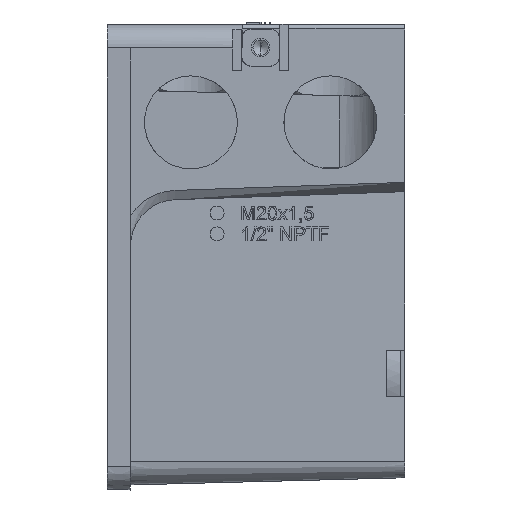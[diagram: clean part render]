
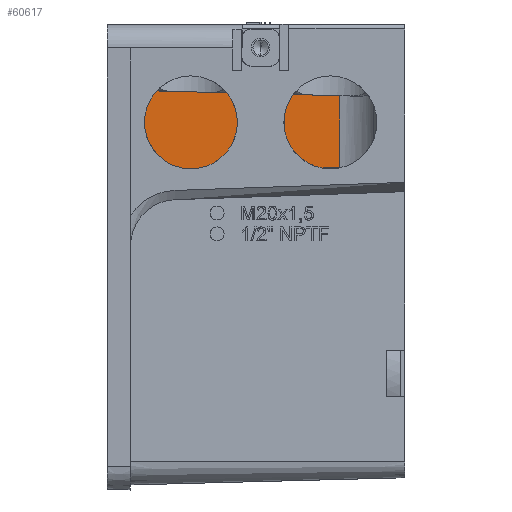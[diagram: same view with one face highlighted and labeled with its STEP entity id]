
A CAD part, left-side view. The second image highlights one B-rep face of the part: STEP entity #60617.
In plain terms, the highlighted planar face has unit normal (-1, 0.026, 0).
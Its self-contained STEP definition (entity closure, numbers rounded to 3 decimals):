
#454 = FACE_OUTER_BOUND ( 'NONE', #12794, .T. ) ;
#641 = DIRECTION ( 'NONE',  ( 0.026, 0.999, -0.026 ) ) ;
#4282 = VERTEX_POINT ( 'NONE', #5679 ) ;
#5679 = CARTESIAN_POINT ( 'NONE',  ( -31.27, -50., 22.27 ) ) ;
#6591 = AXIS2_PLACEMENT_3D ( 'NONE', #15290, #9809, #64155 ) ;
#7041 = EDGE_CURVE ( 'NONE', #43409, #27463, #23146, .T. ) ;
#8248 = ORIENTED_EDGE ( 'NONE', *, *, #57278, .F. ) ;
#8767 = DIRECTION ( 'NONE',  ( 0.026, 1., 0. ) ) ;
#9118 = EDGE_CURVE ( 'NONE', #4282, #20310, #11033, .T. ) ;
#9809 = DIRECTION ( 'NONE',  ( 1., -0.026, 0. ) ) ;
#10846 = DIRECTION ( 'NONE',  ( 0., 0., 1. ) ) ;
#11033 = LINE ( 'NONE', #66148, #39900 ) ;
#11794 = ORIENTED_EDGE ( 'NONE', *, *, #18968, .F. ) ;
#12794 = EDGE_LOOP ( 'NONE', ( #11794, #56966, #60947, #67003, #8248 ) ) ;
#13759 = CARTESIAN_POINT ( 'NONE',  ( -30., -1.5, 21.5 ) ) ;
#15290 = CARTESIAN_POINT ( 'NONE',  ( -30., -1.5, 0. ) ) ;
#18968 = EDGE_CURVE ( 'NONE', #4282, #42262, #27383, .T. ) ;
#20310 = VERTEX_POINT ( 'NONE', #45985 ) ;
#20593 = CARTESIAN_POINT ( 'NONE',  ( -30., -1.5, 39. ) ) ;
#23146 = LINE ( 'NONE', #42040, #34168 ) ;
#23454 = CARTESIAN_POINT ( 'NONE',  ( -29.979, -0.715, 39.021 ) ) ;
#24460 = VECTOR ( 'NONE', #8767, 1000. ) ;
#27383 = LINE ( 'NONE', #33111, #51204 ) ;
#27463 = VERTEX_POINT ( 'NONE', #20593 ) ;
#33111 = CARTESIAN_POINT ( 'NONE',  ( -29.986, -0.951, 20.986 ) ) ;
#34168 = VECTOR ( 'NONE', #63653, 1000. ) ;
#37098 = VECTOR ( 'NONE', #55991, 1000. ) ;
#39900 = VECTOR ( 'NONE', #10846, 1000. ) ;
#42040 = CARTESIAN_POINT ( 'NONE',  ( -30., -1.5, 0. ) ) ;
#42262 = VERTEX_POINT ( 'NONE', #47461 ) ;
#43409 = VERTEX_POINT ( 'NONE', #65830 ) ;
#45985 = CARTESIAN_POINT ( 'NONE',  ( -31.27, -50., 37.73 ) ) ;
#47461 = CARTESIAN_POINT ( 'NONE',  ( -30.5, -20.594, 21.5 ) ) ;
#51204 = VECTOR ( 'NONE', #641, 1000. ) ;
#51592 = LINE ( 'NONE', #23454, #37098 ) ;
#54736 = EDGE_CURVE ( 'NONE', #20310, #27463, #51592, .T. ) ;
#55049 = LINE ( 'NONE', #13759, #24460 ) ;
#55991 = DIRECTION ( 'NONE',  ( 0.026, 0.999, 0.026 ) ) ;
#56966 = ORIENTED_EDGE ( 'NONE', *, *, #9118, .T. ) ;
#57278 = EDGE_CURVE ( 'NONE', #42262, #43409, #55049, .T. ) ;
#58731 = PLANE ( 'NONE',  #6591 ) ;
#60617 = ADVANCED_FACE ( 'NONE', ( #454 ), #58731, .F. ) ;
#60947 = ORIENTED_EDGE ( 'NONE', *, *, #54736, .T. ) ;
#63653 = DIRECTION ( 'NONE',  ( 0., 0., 1. ) ) ;
#64155 = DIRECTION ( 'NONE',  ( 0.026, 1., 0. ) ) ;
#65830 = CARTESIAN_POINT ( 'NONE',  ( -30., -1.5, 21.5 ) ) ;
#66148 = CARTESIAN_POINT ( 'NONE',  ( -31.27, -50., 0. ) ) ;
#67003 = ORIENTED_EDGE ( 'NONE', *, *, #7041, .F. ) ;
